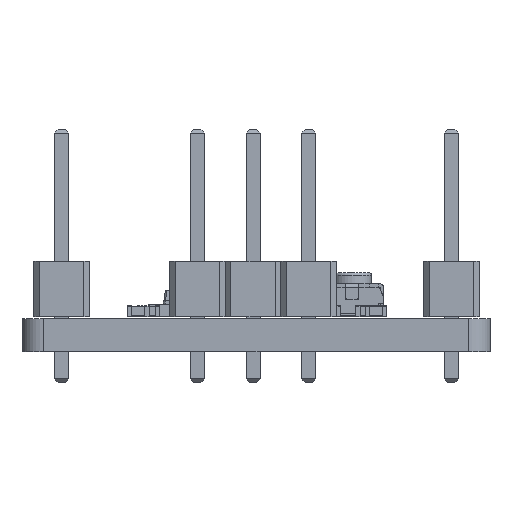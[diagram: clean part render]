
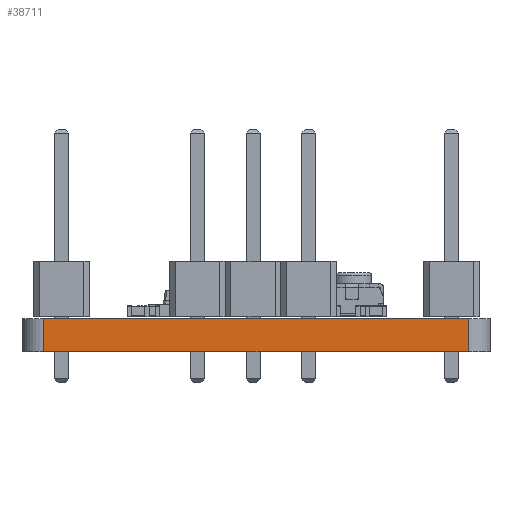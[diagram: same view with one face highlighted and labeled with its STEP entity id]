
A CAD part, front view. The second image highlights one B-rep face of the part: STEP entity #38711.
In plain terms, the highlighted planar face has unit normal (0, -1, 0).
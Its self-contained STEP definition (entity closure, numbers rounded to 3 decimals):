
#37302 = VERTEX_POINT('',#37303);
#37303 = CARTESIAN_POINT('',(121.3,-77.6,0.));
#37310 = EDGE_CURVE('',#37311,#37302,#37313,.T.);
#37311 = VERTEX_POINT('',#37312);
#37312 = CARTESIAN_POINT('',(140.65,-77.6,0.));
#37313 = LINE('',#37314,#37315);
#37314 = CARTESIAN_POINT('',(140.65,-77.6,0.));
#37315 = VECTOR('',#37316,1.);
#37316 = DIRECTION('',(-1.,0.,0.));
#37993 = VERTEX_POINT('',#37994);
#37994 = CARTESIAN_POINT('',(121.3,-77.6,1.51));
#38001 = EDGE_CURVE('',#38002,#37993,#38004,.T.);
#38002 = VERTEX_POINT('',#38003);
#38003 = CARTESIAN_POINT('',(140.65,-77.6,1.51));
#38004 = LINE('',#38005,#38006);
#38005 = CARTESIAN_POINT('',(140.65,-77.6,1.51));
#38006 = VECTOR('',#38007,1.);
#38007 = DIRECTION('',(-1.,0.,0.));
#38683 = EDGE_CURVE('',#37311,#38002,#38684,.T.);
#38684 = LINE('',#38685,#38686);
#38685 = CARTESIAN_POINT('',(140.65,-77.6,0.));
#38686 = VECTOR('',#38687,1.);
#38687 = DIRECTION('',(0.,0.,1.));
#38711 = ADVANCED_FACE('',(#38712),#38723,.T.);
#38712 = FACE_BOUND('',#38713,.T.);
#38713 = EDGE_LOOP('',(#38714,#38715,#38716,#38722));
#38714 = ORIENTED_EDGE('',*,*,#38683,.T.);
#38715 = ORIENTED_EDGE('',*,*,#38001,.T.);
#38716 = ORIENTED_EDGE('',*,*,#38717,.F.);
#38717 = EDGE_CURVE('',#37302,#37993,#38718,.T.);
#38718 = LINE('',#38719,#38720);
#38719 = CARTESIAN_POINT('',(121.3,-77.6,0.));
#38720 = VECTOR('',#38721,1.);
#38721 = DIRECTION('',(0.,0.,1.));
#38722 = ORIENTED_EDGE('',*,*,#37310,.F.);
#38723 = PLANE('',#38724);
#38724 = AXIS2_PLACEMENT_3D('',#38725,#38726,#38727);
#38725 = CARTESIAN_POINT('',(140.65,-77.6,0.));
#38726 = DIRECTION('',(0.,-1.,0.));
#38727 = DIRECTION('',(-1.,0.,0.));
